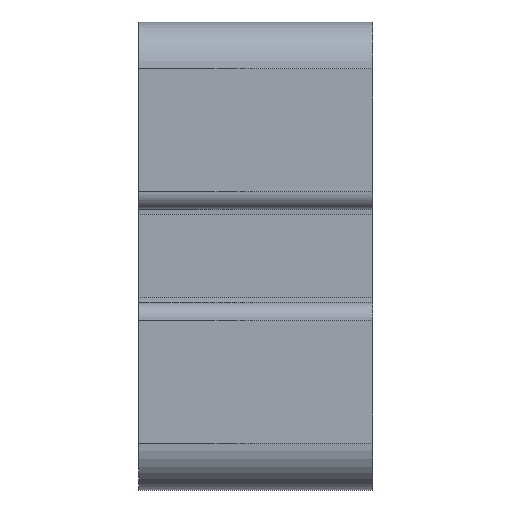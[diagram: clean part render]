
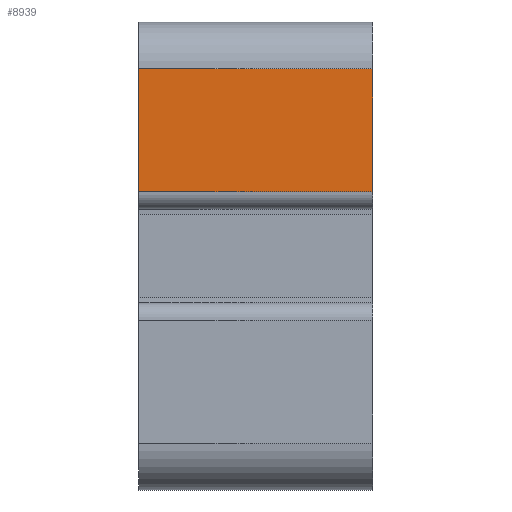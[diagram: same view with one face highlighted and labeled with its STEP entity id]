
A CAD part, left-side view. The second image highlights one B-rep face of the part: STEP entity #8939.
In plain terms, the highlighted planar face has unit normal (-1, 0, 0).
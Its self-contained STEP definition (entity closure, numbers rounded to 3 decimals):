
#45 = PLANE('',#46);
#46 = AXIS2_PLACEMENT_3D('',#47,#48,#49);
#47 = CARTESIAN_POINT('',(0.,10.,0.));
#48 = DIRECTION('',(0.,-1.,0.));
#49 = DIRECTION('',(1.,0.,0.));
#102 = PLANE('',#103);
#103 = AXIS2_PLACEMENT_3D('',#104,#105,#106);
#104 = CARTESIAN_POINT('',(0.,-10.,0.));
#105 = DIRECTION('',(0.,-1.,0.));
#106 = DIRECTION('',(1.,0.,0.));
#4900 = VERTEX_POINT('',#4901);
#4901 = CARTESIAN_POINT('',(-20.,-10.,5.5));
#4911 = CYLINDRICAL_SURFACE('',#4912,1.5);
#4912 = AXIS2_PLACEMENT_3D('',#4913,#4914,#4915);
#4913 = CARTESIAN_POINT('',(-18.5,10.,5.5));
#4914 = DIRECTION('',(0.,-1.,-0.));
#4915 = DIRECTION('',(-1.,0.,0.));
#4930 = EDGE_CURVE('',#4931,#4900,#4933,.T.);
#4931 = VERTEX_POINT('',#4932);
#4932 = CARTESIAN_POINT('',(-20.,10.,5.5));
#4933 = SURFACE_CURVE('',#4934,(#4938,#4945),.PCURVE_S1.);
#4934 = LINE('',#4935,#4936);
#4935 = CARTESIAN_POINT('',(-20.,10.,5.5));
#4936 = VECTOR('',#4937,1.);
#4937 = DIRECTION('',(0.,-1.,0.));
#4938 = PCURVE('',#4911,#4939);
#4939 = DEFINITIONAL_REPRESENTATION('',(#4940),#4944);
#4940 = LINE('',#4941,#4942);
#4941 = CARTESIAN_POINT('',(0.,0.));
#4942 = VECTOR('',#4943,1.);
#4943 = DIRECTION('',(0.,1.));
#4944 = ( GEOMETRIC_REPRESENTATION_CONTEXT(2) 
PARAMETRIC_REPRESENTATION_CONTEXT() REPRESENTATION_CONTEXT('2D SPACE',''
  ) );
#4945 = PCURVE('',#4946,#4951);
#4946 = PLANE('',#4947);
#4947 = AXIS2_PLACEMENT_3D('',#4948,#4949,#4950);
#4948 = CARTESIAN_POINT('',(-20.,10.,0.));
#4949 = DIRECTION('',(-1.,0.,0.));
#4950 = DIRECTION('',(0.,0.,-1.));
#4951 = DEFINITIONAL_REPRESENTATION('',(#4952),#4956);
#4952 = LINE('',#4953,#4954);
#4953 = CARTESIAN_POINT('',(-5.5,-0.));
#4954 = VECTOR('',#4955,1.);
#4955 = DIRECTION('',(0.,1.));
#4956 = ( GEOMETRIC_REPRESENTATION_CONTEXT(2) 
PARAMETRIC_REPRESENTATION_CONTEXT() REPRESENTATION_CONTEXT('2D SPACE',''
  ) );
#7052 = EDGE_CURVE('',#7053,#4931,#7055,.T.);
#7053 = VERTEX_POINT('',#7054);
#7054 = CARTESIAN_POINT('',(-20.,10.,16.));
#7055 = SURFACE_CURVE('',#7056,(#7060,#7067),.PCURVE_S1.);
#7056 = LINE('',#7057,#7058);
#7057 = CARTESIAN_POINT('',(-20.,10.,16.));
#7058 = VECTOR('',#7059,1.);
#7059 = DIRECTION('',(0.,0.,-1.));
#7060 = PCURVE('',#45,#7061);
#7061 = DEFINITIONAL_REPRESENTATION('',(#7062),#7066);
#7062 = LINE('',#7063,#7064);
#7063 = CARTESIAN_POINT('',(-20.,16.));
#7064 = VECTOR('',#7065,1.);
#7065 = DIRECTION('',(0.,-1.));
#7066 = ( GEOMETRIC_REPRESENTATION_CONTEXT(2) 
PARAMETRIC_REPRESENTATION_CONTEXT() REPRESENTATION_CONTEXT('2D SPACE',''
  ) );
#7067 = PCURVE('',#4946,#7068);
#7068 = DEFINITIONAL_REPRESENTATION('',(#7069),#7073);
#7069 = LINE('',#7070,#7071);
#7070 = CARTESIAN_POINT('',(-16.,-0.));
#7071 = VECTOR('',#7072,1.);
#7072 = DIRECTION('',(1.,0.));
#7073 = ( GEOMETRIC_REPRESENTATION_CONTEXT(2) 
PARAMETRIC_REPRESENTATION_CONTEXT() REPRESENTATION_CONTEXT('2D SPACE',''
  ) );
#7092 = CYLINDRICAL_SURFACE('',#7093,4.);
#7093 = AXIS2_PLACEMENT_3D('',#7094,#7095,#7096);
#7094 = CARTESIAN_POINT('',(-16.,10.,16.));
#7095 = DIRECTION('',(0.,-1.,0.));
#7096 = DIRECTION('',(0.,0.,1.));
#8939 = ADVANCED_FACE('',(#8940),#4946,.T.);
#8940 = FACE_BOUND('',#8941,.T.);
#8941 = EDGE_LOOP('',(#8942,#8943,#8966,#8987));
#8942 = ORIENTED_EDGE('',*,*,#4930,.T.);
#8943 = ORIENTED_EDGE('',*,*,#8944,.T.);
#8944 = EDGE_CURVE('',#4900,#8945,#8947,.T.);
#8945 = VERTEX_POINT('',#8946);
#8946 = CARTESIAN_POINT('',(-20.,-10.,16.));
#8947 = SURFACE_CURVE('',#8948,(#8952,#8959),.PCURVE_S1.);
#8948 = LINE('',#8949,#8950);
#8949 = CARTESIAN_POINT('',(-20.,-10.,16.));
#8950 = VECTOR('',#8951,1.);
#8951 = DIRECTION('',(0.,0.,1.));
#8952 = PCURVE('',#4946,#8953);
#8953 = DEFINITIONAL_REPRESENTATION('',(#8954),#8958);
#8954 = LINE('',#8955,#8956);
#8955 = CARTESIAN_POINT('',(-16.,20.));
#8956 = VECTOR('',#8957,1.);
#8957 = DIRECTION('',(-1.,-0.));
#8958 = ( GEOMETRIC_REPRESENTATION_CONTEXT(2) 
PARAMETRIC_REPRESENTATION_CONTEXT() REPRESENTATION_CONTEXT('2D SPACE',''
  ) );
#8959 = PCURVE('',#102,#8960);
#8960 = DEFINITIONAL_REPRESENTATION('',(#8961),#8965);
#8961 = LINE('',#8962,#8963);
#8962 = CARTESIAN_POINT('',(-20.,16.));
#8963 = VECTOR('',#8964,1.);
#8964 = DIRECTION('',(0.,1.));
#8965 = ( GEOMETRIC_REPRESENTATION_CONTEXT(2) 
PARAMETRIC_REPRESENTATION_CONTEXT() REPRESENTATION_CONTEXT('2D SPACE',''
  ) );
#8966 = ORIENTED_EDGE('',*,*,#8967,.F.);
#8967 = EDGE_CURVE('',#7053,#8945,#8968,.T.);
#8968 = SURFACE_CURVE('',#8969,(#8973,#8980),.PCURVE_S1.);
#8969 = LINE('',#8970,#8971);
#8970 = CARTESIAN_POINT('',(-20.,10.,16.));
#8971 = VECTOR('',#8972,1.);
#8972 = DIRECTION('',(0.,-1.,0.));
#8973 = PCURVE('',#4946,#8974);
#8974 = DEFINITIONAL_REPRESENTATION('',(#8975),#8979);
#8975 = LINE('',#8976,#8977);
#8976 = CARTESIAN_POINT('',(-16.,-0.));
#8977 = VECTOR('',#8978,1.);
#8978 = DIRECTION('',(0.,1.));
#8979 = ( GEOMETRIC_REPRESENTATION_CONTEXT(2) 
PARAMETRIC_REPRESENTATION_CONTEXT() REPRESENTATION_CONTEXT('2D SPACE',''
  ) );
#8980 = PCURVE('',#7092,#8981);
#8981 = DEFINITIONAL_REPRESENTATION('',(#8982),#8986);
#8982 = LINE('',#8983,#8984);
#8983 = CARTESIAN_POINT('',(1.571,0.));
#8984 = VECTOR('',#8985,1.);
#8985 = DIRECTION('',(0.,1.));
#8986 = ( GEOMETRIC_REPRESENTATION_CONTEXT(2) 
PARAMETRIC_REPRESENTATION_CONTEXT() REPRESENTATION_CONTEXT('2D SPACE',''
  ) );
#8987 = ORIENTED_EDGE('',*,*,#7052,.T.);
